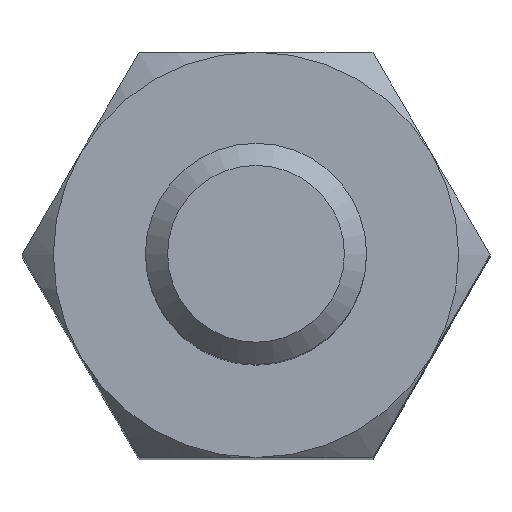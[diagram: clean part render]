
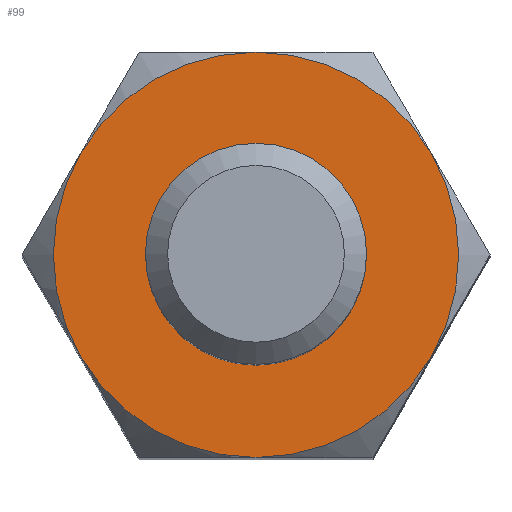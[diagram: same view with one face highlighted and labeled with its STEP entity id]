
A CAD part, top view. The second image highlights one B-rep face of the part: STEP entity #99.
In plain terms, the highlighted planar face has unit normal (0, 0, 1).
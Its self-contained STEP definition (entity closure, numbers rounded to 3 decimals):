
#99 = ADVANCED_FACE( '', ( #207, #208 ), #209, .F. );
#207 = FACE_BOUND( '', #319, .T. );
#208 = FACE_OUTER_BOUND( '', #320, .T. );
#209 = PLANE( '', #321 );
#319 = EDGE_LOOP( '', ( #516 ) );
#320 = EDGE_LOOP( '', ( #517, #518, #519, #520, #521, #522 ) );
#321 = AXIS2_PLACEMENT_3D( '', #523, #524, #525 );
#516 = ORIENTED_EDGE( '', *, *, #655, .T. );
#517 = ORIENTED_EDGE( '', *, *, #628, .T. );
#518 = ORIENTED_EDGE( '', *, *, #609, .T. );
#519 = ORIENTED_EDGE( '', *, *, #618, .T. );
#520 = ORIENTED_EDGE( '', *, *, #612, .T. );
#521 = ORIENTED_EDGE( '', *, *, #656, .T. );
#522 = ORIENTED_EDGE( '', *, *, #640, .T. );
#523 = CARTESIAN_POINT( '', ( 0., 0., 0. ) );
#524 = DIRECTION( '', ( 0., 0., -1. ) );
#525 = DIRECTION( '', ( -1., 0., 0. ) );
#609 = EDGE_CURVE( '', #709, #712, #714, .F. );
#612 = EDGE_CURVE( '', #716, #684, #718, .F. );
#618 = EDGE_CURVE( '', #712, #716, #725, .F. );
#628 = EDGE_CURVE( '', #736, #709, #740, .F. );
#640 = EDGE_CURVE( '', #705, #736, #754, .T. );
#655 = EDGE_CURVE( '', #774, #774, #775, .T. );
#656 = EDGE_CURVE( '', #684, #705, #776, .F. );
#684 = VERTEX_POINT( '', #829 );
#705 = VERTEX_POINT( '', #891 );
#709 = VERTEX_POINT( '', #909 );
#712 = VERTEX_POINT( '', #917 );
#714 = CIRCLE( '', #926, 2.75 );
#716 = VERTEX_POINT( '', #928 );
#718 = CIRCLE( '', #935, 2.75 );
#725 = CIRCLE( '', #956, 2.75 );
#736 = VERTEX_POINT( '', #979 );
#740 = CIRCLE( '', #995, 2.75 );
#754 = CIRCLE( '', #1030, 2.75 );
#774 = VERTEX_POINT( '', #1050 );
#775 = CIRCLE( '', #1051, 1.3 );
#776 = CIRCLE( '', #1052, 2.75 );
#829 = CARTESIAN_POINT( '', ( 2.382, 1.375, 0. ) );
#891 = CARTESIAN_POINT( '', ( 0., 2.75, 0. ) );
#909 = CARTESIAN_POINT( '', ( -2.382, -1.375, 0. ) );
#917 = CARTESIAN_POINT( '', ( 0., -2.75, 0. ) );
#926 = AXIS2_PLACEMENT_3D( '', #1078, #1079, #1080 );
#928 = CARTESIAN_POINT( '', ( 2.382, -1.375, 0. ) );
#935 = AXIS2_PLACEMENT_3D( '', #1081, #1082, #1083 );
#956 = AXIS2_PLACEMENT_3D( '', #1087, #1088, #1089 );
#979 = CARTESIAN_POINT( '', ( -2.382, 1.375, 0. ) );
#995 = AXIS2_PLACEMENT_3D( '', #1096, #1097, #1098 );
#1030 = AXIS2_PLACEMENT_3D( '', #1107, #1108, #1109 );
#1050 = CARTESIAN_POINT( '', ( -1.3, 0., 0. ) );
#1051 = AXIS2_PLACEMENT_3D( '', #1131, #1132, #1133 );
#1052 = AXIS2_PLACEMENT_3D( '', #1134, #1135, #1136 );
#1078 = CARTESIAN_POINT( '', ( 0., 0., 0. ) );
#1079 = DIRECTION( '', ( 0., 0., -1. ) );
#1080 = DIRECTION( '', ( -1., 0., 0. ) );
#1081 = CARTESIAN_POINT( '', ( 0., 0., 0. ) );
#1082 = DIRECTION( '', ( 0., 0., -1. ) );
#1083 = DIRECTION( '', ( -1., 0., 0. ) );
#1087 = CARTESIAN_POINT( '', ( 0., 0., 0. ) );
#1088 = DIRECTION( '', ( 0., 0., -1. ) );
#1089 = DIRECTION( '', ( -1., 0., 0. ) );
#1096 = CARTESIAN_POINT( '', ( 0., 0., 0. ) );
#1097 = DIRECTION( '', ( 0., 0., -1. ) );
#1098 = DIRECTION( '', ( -1., 0., 0. ) );
#1107 = CARTESIAN_POINT( '', ( 0., 0., 0. ) );
#1108 = DIRECTION( '', ( 0., 0., 1. ) );
#1109 = DIRECTION( '', ( 1., 0., 0. ) );
#1131 = CARTESIAN_POINT( '', ( 0., 0., 0. ) );
#1132 = DIRECTION( '', ( 0., 0., -1. ) );
#1133 = DIRECTION( '', ( -1., 0., 0. ) );
#1134 = CARTESIAN_POINT( '', ( 0., 0., 0. ) );
#1135 = DIRECTION( '', ( 0., 0., -1. ) );
#1136 = DIRECTION( '', ( -1., 0., 0. ) );
